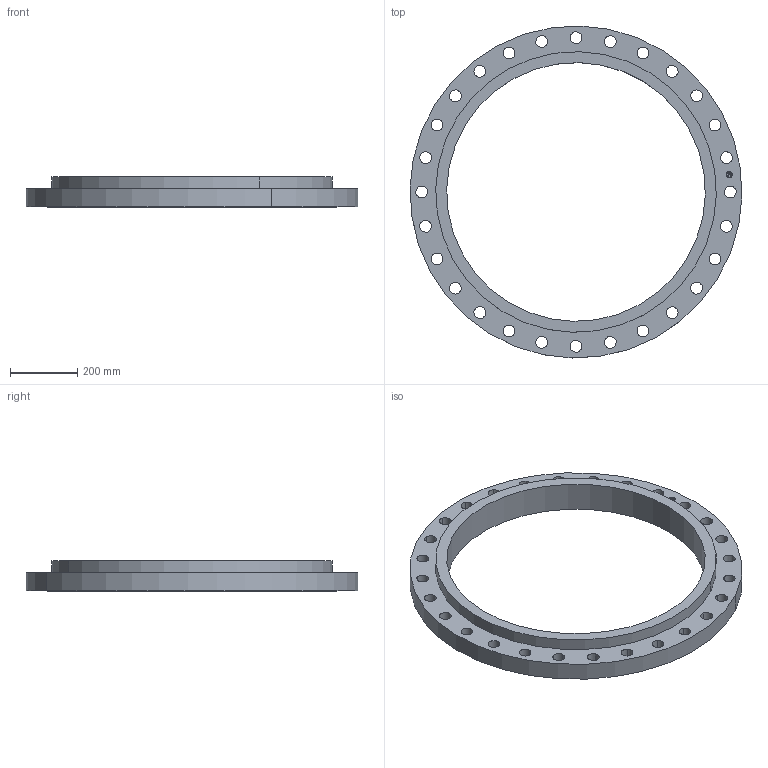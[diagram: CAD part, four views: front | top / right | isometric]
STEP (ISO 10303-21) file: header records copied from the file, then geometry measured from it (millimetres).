
FILE_DESCRIPTION(('3D STEP'),'2;1');
FILE_NAME('30-125-RF-SO-B16.1-FLANGE.stp','2013-09-07T08:35:13+00:00',('Texas Flange'),(''),'CATIA Version 5 Release 20 SP 6 (IN-10)','CATIA V5 STEP AP214','800-826-3801');
FILE_SCHEMA(('AUTOMOTIVE_DESIGN { 1 0 10303 214 1 1 1 1 }'));
Length unit declared in the file: inch
Products named in the file (1): 30-125-RF-SO-B16.1-FLANGE
Bounding box: 983.98 x 983.98 x 90.49 mm (x, y, z)
Volume: 17726339.9 mm3; surface area: 1190738.7 mm2
Topology: 1 solids, 1 shells, 453 faces, 1296 edges, 864 vertices
Faces by surface type: plane 369, cylinder 84
Entity records: 16919 total; most frequent: ORIENTED_EDGE 2592, CARTESIAN_POINT 2549, DIRECTION 2072, EDGE_CURVE 1296, VECTOR 1128, LINE 1128, VERTEX_POINT 864, AXIS2_PLACEMENT_3D 557
